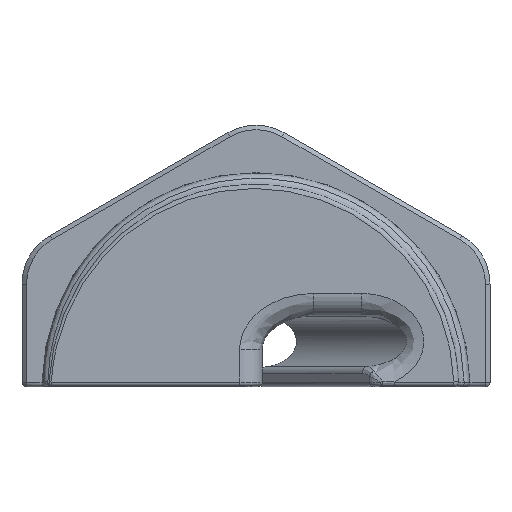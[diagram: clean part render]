
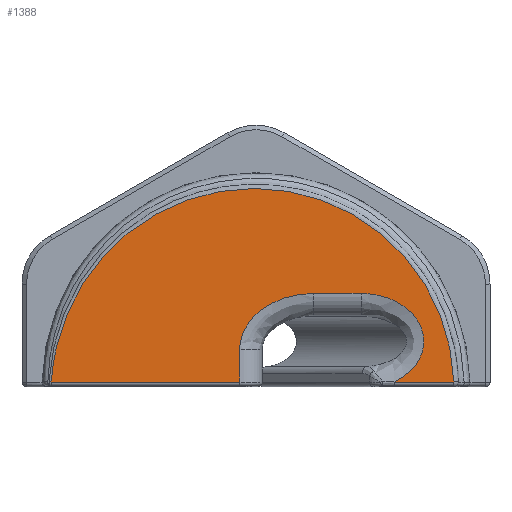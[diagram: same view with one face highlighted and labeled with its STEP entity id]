
A CAD part, top view. The second image highlights one B-rep face of the part: STEP entity #1388.
In plain terms, the highlighted planar face has unit normal (0, 0, 1).
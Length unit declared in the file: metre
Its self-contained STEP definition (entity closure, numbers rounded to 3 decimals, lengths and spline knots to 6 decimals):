
#68=ELLIPSE('',#1511,0.006527,0.005);
#69=ELLIPSE('',#1512,0.005548,0.00425);
#102=B_SPLINE_CURVE_WITH_KNOTS('',3,(#2089,#2090,#2091,#2092,#2093,#2094,
#2095,#2096,#2097,#2098,#2099,#2100,#2101,#2102,#2103,#2104,#2105,#2106),
 .UNSPECIFIED.,.F.,.F.,(4,1,1,1,1,1,1,1,1,1,1,1,1,1,1,4),(0.027642,
0.031074,0.034506,0.037937,0.041369,
0.044801,0.048232,0.051664,0.055096,
0.058527,0.061959,0.065391,0.068822,
0.072254,0.075685,0.082549),.UNSPECIFIED.);
#265=ORIENTED_EDGE('',*,*,#700,.T.);
#266=ORIENTED_EDGE('',*,*,#701,.T.);
#267=ORIENTED_EDGE('',*,*,#702,.T.);
#268=ORIENTED_EDGE('',*,*,#703,.T.);
#269=ORIENTED_EDGE('',*,*,#704,.T.);
#270=ORIENTED_EDGE('',*,*,#705,.T.);
#271=ORIENTED_EDGE('',*,*,#706,.T.);
#700=EDGE_CURVE('',#917,#918,#102,.T.);
#701=EDGE_CURVE('',#918,#919,#1023,.T.);
#702=EDGE_CURVE('',#919,#920,#1024,.F.);
#703=EDGE_CURVE('',#920,#921,#68,.F.);
#704=EDGE_CURVE('',#921,#922,#1025,.F.);
#705=EDGE_CURVE('',#922,#923,#69,.F.);
#706=EDGE_CURVE('',#923,#917,#1026,.T.);
#917=VERTEX_POINT('',#2107);
#918=VERTEX_POINT('',#2108);
#919=VERTEX_POINT('',#2110);
#920=VERTEX_POINT('',#2112);
#921=VERTEX_POINT('',#2114);
#922=VERTEX_POINT('',#2116);
#923=VERTEX_POINT('',#2118);
#1023=LINE('',#2109,#1105);
#1024=LINE('',#2111,#1106);
#1025=LINE('',#2115,#1107);
#1026=LINE('',#2119,#1108);
#1105=VECTOR('',#1685,1.);
#1106=VECTOR('',#1686,1.);
#1107=VECTOR('',#1689,1.);
#1108=VECTOR('',#1692,1.);
#1166=EDGE_LOOP('',(#265,#266,#267,#268,#269,#270,#271));
#1264=FACE_BOUND('',#1166,.T.);
#1361=PLANE('',#1510);
#1388=ADVANCED_FACE('',(#1264),#1361,.T.);
#1510=AXIS2_PLACEMENT_3D('',#2088,#1683,#1684);
#1511=AXIS2_PLACEMENT_3D('',#2113,#1687,#1688);
#1512=AXIS2_PLACEMENT_3D('',#2117,#1690,#1691);
#1683=DIRECTION('',(0.,0.,1.));
#1684=DIRECTION('',(0.866,-0.5,0.));
#1685=DIRECTION('',(1.,0.,0.));
#1686=DIRECTION('',(0.,-1.,0.));
#1687=DIRECTION('',(0.,0.,1.));
#1688=DIRECTION('',(1.,0.,0.));
#1689=DIRECTION('',(-1.,0.,0.));
#1690=DIRECTION('',(0.,0.,1.));
#1691=DIRECTION('',(1.,0.,0.));
#1692=DIRECTION('',(1.,0.,0.));
#2088=CARTESIAN_POINT('',(0.,0.,0.013));
#2089=CARTESIAN_POINT('',(0.01754,0.0004,0.013));
#2090=CARTESIAN_POINT('',(0.017506,0.001532,0.013));
#2091=CARTESIAN_POINT('',(0.017214,0.003821,0.013));
#2092=CARTESIAN_POINT('',(0.016149,0.007046,0.013));
#2093=CARTESIAN_POINT('',(0.014457,0.010059,0.013));
#2094=CARTESIAN_POINT('',(0.012251,0.01265,0.013));
#2095=CARTESIAN_POINT('',(0.00956,0.014798,0.013));
#2096=CARTESIAN_POINT('',(0.006522,0.016376,0.013));
#2097=CARTESIAN_POINT('',(0.003242,0.017347,0.013));
#2098=CARTESIAN_POINT('',(-0.000177,0.017675,0.013));
#2099=CARTESIAN_POINT('',(-0.003623,0.017332,0.013));
#2100=CARTESIAN_POINT('',(-0.006875,0.016363,0.013));
#2101=CARTESIAN_POINT('',(-0.009939,0.014768,0.013));
#2102=CARTESIAN_POINT('',(-0.012602,0.012654,0.013));
#2103=CARTESIAN_POINT('',(-0.014854,0.010047,0.013));
#2104=CARTESIAN_POINT('',(-0.017151,0.006083,0.013));
#2105=CARTESIAN_POINT('',(-0.017999,0.002689,0.013));
#2106=CARTESIAN_POINT('',(-0.018155,0.0004,0.013));
#2107=CARTESIAN_POINT('',(0.01754,0.0004,0.013));
#2108=CARTESIAN_POINT('',(-0.018155,0.0004,0.013));
#2109=CARTESIAN_POINT('',(0.,0.0004,0.013));
#2110=CARTESIAN_POINT('',(-0.001446,0.0004,0.013));
#2111=CARTESIAN_POINT('',(-0.001446,0.00325,0.013));
#2112=CARTESIAN_POINT('',(-0.001446,0.00325,0.013));
#2113=CARTESIAN_POINT('',(0.005081,0.00325,0.013));
#2114=CARTESIAN_POINT('',(0.005081,0.00825,0.013));
#2115=CARTESIAN_POINT('',(0.011002,0.00825,0.013));
#2116=CARTESIAN_POINT('',(0.009324,0.00825,0.013));
#2117=CARTESIAN_POINT('',(0.009324,0.004,0.013));
#2118=CARTESIAN_POINT('',(0.012273,0.0004,0.013));
#2119=CARTESIAN_POINT('',(0.,0.0004,0.013));
